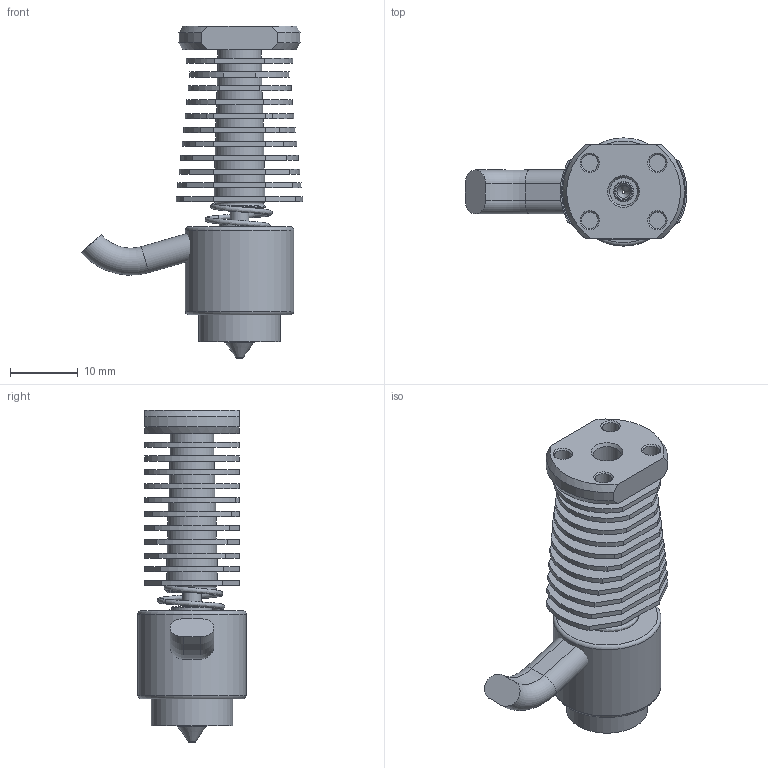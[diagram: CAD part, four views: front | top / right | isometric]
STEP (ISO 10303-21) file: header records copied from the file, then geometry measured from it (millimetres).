
FILE_DESCRIPTION(/* description */ (''),/* implementation_level */ '2;1');
FILE_NAME(/* name */ 'Revo Voron_v1.step',/* time_stamp */ '2023-05-23T22:37:47-06:00',/* author */ (''),/* organization */ (''),/* preprocessor_version */ 'ST-DEVELOPER v19.2',/* originating_system */ 'Autodesk Translation Framework v12.4.0.73',/* authorisation */ '');
FILE_SCHEMA (('AUTOMOTIVE_DESIGN { 1 0 10303 214 3 1 1 }'));
Length unit declared in the file: millimetre
Products named in the file (4): Revo Voron; Heatsink; Heater Core; Revo Spring
Assembly tree (3 placements, depth 2):
  Revo Voron
    Heatsink
    Heater Core
    Revo Spring
Bounding box: 32.81 x 16 x 49.08 mm (x, y, z)
Volume: 6218.5 mm3; surface area: 8767.9 mm2
Topology: 8 solids, 8 shells, 285 faces, 657 edges, 431 vertices
Faces by surface type: plane 114, cone 82, cylinder 78, torus 6, bspline 5
Full cylindrical faces by diameter (mm): 0.388 x1, 1.942 x2, 2.014 x1, 2.459 x4, 2.72 x2, 2.755 x3, 3 x1, 3.002 x1, 3.214 x1, 3.242 x1, 4.1 x1, 5.97 x1, 6.005 x2, 6.1 x1, 6.4 x1, 6.5 x1, 6.6 x1, 6.7 x1, 6.8 x1, 7 x1, 7.1 x1, 7.2 x1, 7.3 x1, 7.4 x1, 7.5 x1, 8.407 x2, 8.443 x2, 9.962 x2, 9.996 x5, 12 x1
Entity records: 18887 total; most frequent: CARTESIAN_POINT 12132, DIRECTION 1408, ORIENTED_EDGE 1314, EDGE_CURVE 657, AXIS2_PLACEMENT_3D 547, VERTEX_POINT 431, EDGE_LOOP 348, LINE 314
